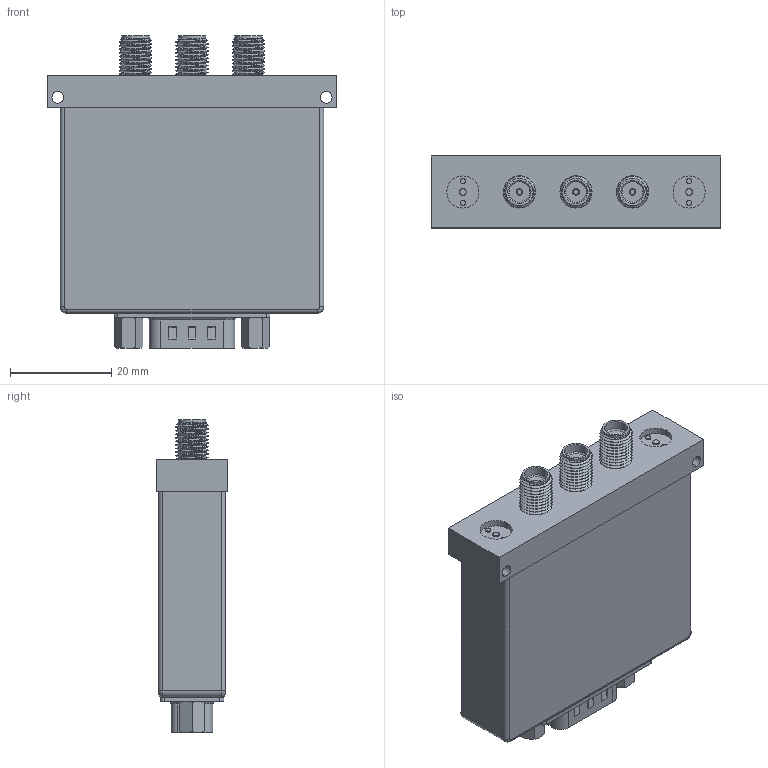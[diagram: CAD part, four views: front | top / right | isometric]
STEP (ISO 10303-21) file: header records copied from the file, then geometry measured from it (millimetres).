
FILE_DESCRIPTION (( 'STEP AP214' ), '1' );
FILE_NAME ('PE71S6355.STEP', '2018-03-07T18:23:16', ( '' ), ( '' ), 'SwSTEP 2.0', 'SolidWorks 2017', '' );
FILE_SCHEMA (( 'AUTOMOTIVE_DESIGN' ));
Length unit declared in the file: inch
Products named in the file (1): PE71S6355
Bounding box: 57.15 x 14.22 x 61.77 mm (x, y, z)
Volume: 34860.6 mm3; surface area: 16172.4 mm2
Topology: 19 solids, 20 shells, 1478 faces, 3892 edges, 2545 vertices
Faces by surface type: plane 673, cylinder 392, bspline 294, cone 51, sphere 36, torus 32
Entity records: 73916 total; most frequent: CARTESIAN_POINT 28192, ORIENTED_EDGE 7640, DIRECTION 6117, EDGE_CURVE 3820, VERTEX_POINT 2509, LINE 2201, VECTOR 2201, AXIS2_PLACEMENT_3D 1958
